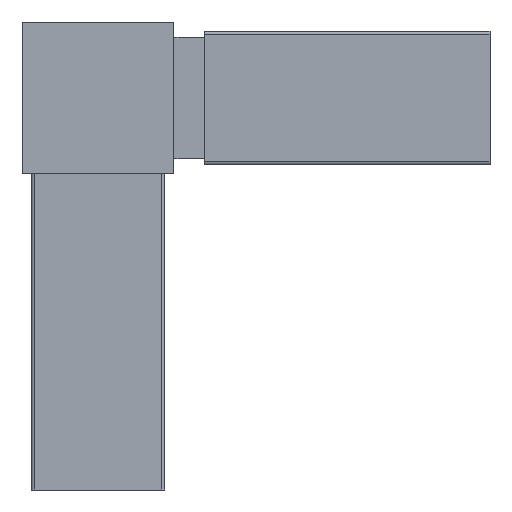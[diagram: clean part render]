
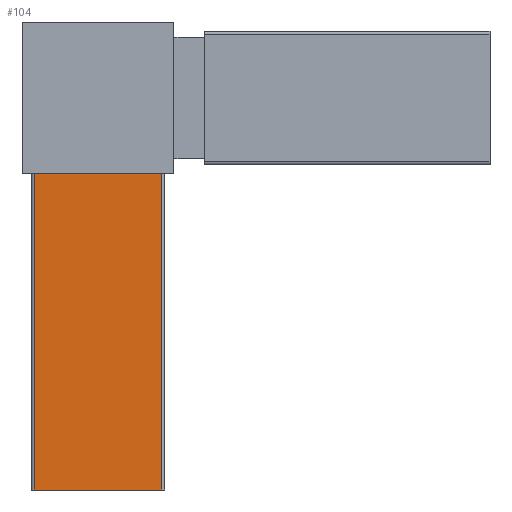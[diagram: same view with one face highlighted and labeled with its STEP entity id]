
A CAD part, left-side view. The second image highlights one B-rep face of the part: STEP entity #104.
In plain terms, the highlighted planar face has unit normal (-1, 0, 0).
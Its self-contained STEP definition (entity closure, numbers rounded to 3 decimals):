
#104 = ADVANCED_FACE( '', ( #236 ), #237, .T. );
#236 = FACE_OUTER_BOUND( '', #397, .T. );
#237 = PLANE( '', #398 );
#397 = EDGE_LOOP( '', ( #647, #648, #649, #650 ) );
#398 = AXIS2_PLACEMENT_3D( '', #651, #652, #653 );
#647 = ORIENTED_EDGE( '', *, *, #995, .F. );
#648 = ORIENTED_EDGE( '', *, *, #992, .F. );
#649 = ORIENTED_EDGE( '', *, *, #996, .T. );
#650 = ORIENTED_EDGE( '', *, *, #997, .T. );
#651 = CARTESIAN_POINT( '', ( -11., 10.5, -64.5 ) );
#652 = DIRECTION( '', ( -1., 0., 0. ) );
#653 = DIRECTION( '', ( 0., 0., 1. ) );
#992 = EDGE_CURVE( '', #1201, #1197, #1203, .T. );
#995 = EDGE_CURVE( '', #1197, #1206, #1207, .T. );
#996 = EDGE_CURVE( '', #1201, #1208, #1209, .T. );
#997 = EDGE_CURVE( '', #1208, #1206, #1210, .T. );
#1197 = VERTEX_POINT( '', #1475 );
#1201 = VERTEX_POINT( '', #1480 );
#1203 = LINE( '', #1482, #1483 );
#1206 = VERTEX_POINT( '', #1486 );
#1207 = LINE( '', #1487, #1488 );
#1208 = VERTEX_POINT( '', #1489 );
#1209 = LINE( '', #1490, #1491 );
#1210 = LINE( '', #1492, #1493 );
#1475 = CARTESIAN_POINT( '', ( -11., 10.5, -12.5 ) );
#1480 = CARTESIAN_POINT( '', ( -11., 10.5, -64.5 ) );
#1482 = CARTESIAN_POINT( '', ( -11., 10.5, -64.5 ) );
#1483 = VECTOR( '', #1734, 1000. );
#1486 = CARTESIAN_POINT( '', ( -11., -10.5, -12.5 ) );
#1487 = CARTESIAN_POINT( '', ( -11., 10.5, -12.5 ) );
#1488 = VECTOR( '', #1735, 1000. );
#1489 = CARTESIAN_POINT( '', ( -11., -10.5, -64.5 ) );
#1490 = CARTESIAN_POINT( '', ( -11., 10.5, -64.5 ) );
#1491 = VECTOR( '', #1736, 1000. );
#1492 = CARTESIAN_POINT( '', ( -11., -10.5, -64.5 ) );
#1493 = VECTOR( '', #1737, 1000. );
#1734 = DIRECTION( '', ( 0., 0., 1. ) );
#1735 = DIRECTION( '', ( 0., -1., 0. ) );
#1736 = DIRECTION( '', ( 0., -1., 0. ) );
#1737 = DIRECTION( '', ( 0., 0., 1. ) );
